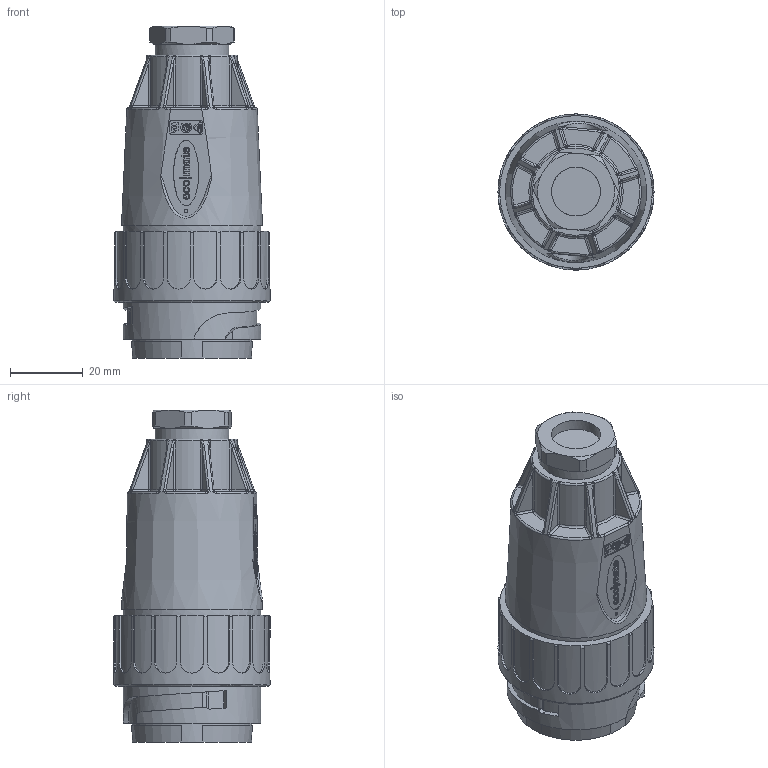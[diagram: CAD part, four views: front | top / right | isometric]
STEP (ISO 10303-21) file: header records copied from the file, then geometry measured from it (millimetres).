
FILE_DESCRIPTION(/* description */ (''),/* implementation_level */ '2;1');
FILE_NAME(/* name */ 'c016 10h019 003 2nxc001-01.stp',/* time_stamp */ '2019-07-08T08:54:44+02:00',/* author */ (''),/* organization */ (''),/* preprocessor_version */ 'ST-DEVELOPER v16.7',/* originating_system */ 'SIEMENS PLM Software NX 12.0',/* authorisation */ '');
FILE_SCHEMA (('AUTOMOTIVE_DESIGN { 1 0 10303 214 3 1 1 1 }'));
Length unit declared in the file: millimetre
Products named in the file (1): c016 10h019 003 2nxc001-01
Bounding box: 43 x 43 x 91.5 mm (x, y, z)
Volume: 78668.2 mm3; surface area: 17074.4 mm2
Topology: 1 solids, 2 shells, 1272 faces, 3474 edges, 2267 vertices
Faces by surface type: plane 675, cylinder 310, bspline 155, torus 50, cone 46, sphere 32, extrusion 4
Full cylindrical faces by diameter (mm): 1 x1, 13.5 x1, 16.8 x1, 20.4 x1, 25 x1, 29.1 x1, 33 x1, 38 x2, 38.2 x1, 43 x1
Entity records: 42801 total; most frequent: CARTESIAN_POINT 12096, ORIENTED_EDGE 6860, DIRECTION 5895, EDGE_CURVE 3430, VERTEX_POINT 2250, AXIS2_PLACEMENT_3D 2000, VECTOR 1895, LINE 1891
